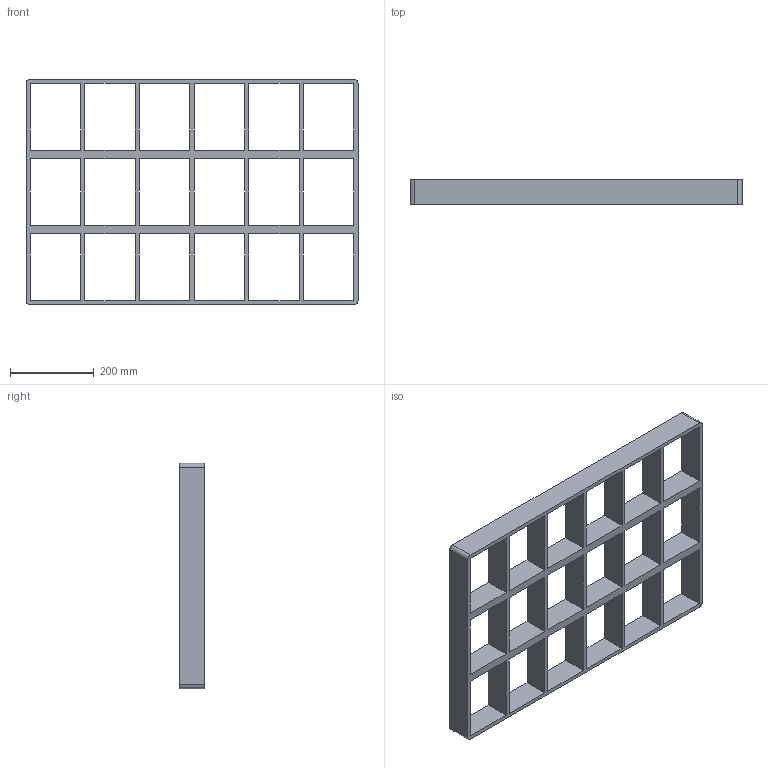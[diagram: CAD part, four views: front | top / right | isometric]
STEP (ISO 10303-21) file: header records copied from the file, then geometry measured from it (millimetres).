
FILE_DESCRIPTION((''),'2;1');
FILE_NAME('S4+4+4X6.stp','2013-06-28T14:02:43',(''),(''),'Autodesk Inventor 2013','Autodesk Inventor 2013','');
FILE_SCHEMA(('AUTOMOTIVE_DESIGN { 1 0 10303 214 1 1 1 1 }'));
Length unit declared in the file: millimetre
Products named in the file (1): roxtec S_SF_G
Bounding box: 793 x 60 x 538.5 mm (x, y, z)
Volume: 4859349.6 mm3; surface area: 925528.2 mm2
Topology: 1 solids, 1 shells, 82 faces, 240 edges, 160 vertices
Faces by surface type: plane 78, cylinder 4
Entity records: 2770 total; most frequent: CARTESIAN_POINT 483, ORIENTED_EDGE 480, DIRECTION 414, EDGE_CURVE 240, VECTOR 232, LINE 232, VERTEX_POINT 160, EDGE_LOOP 118
